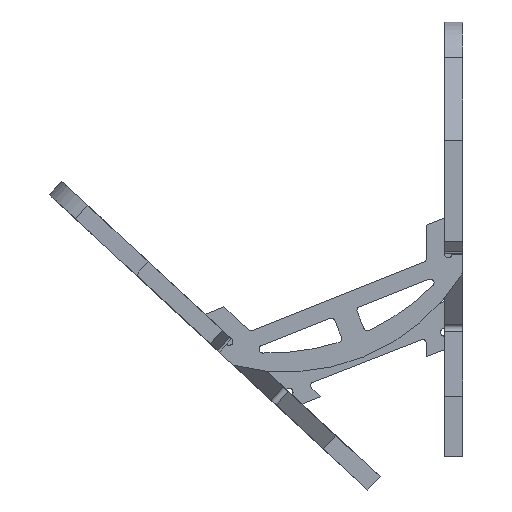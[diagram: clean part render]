
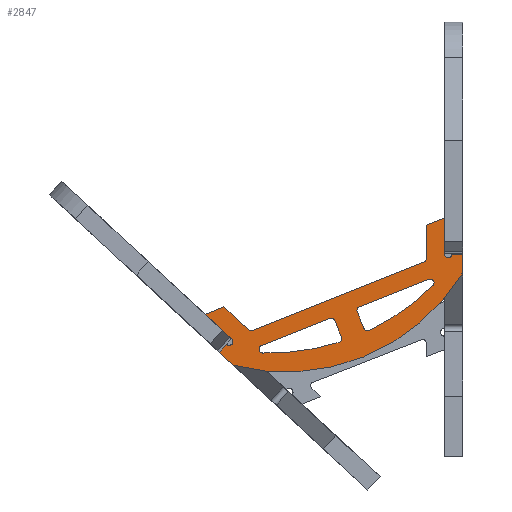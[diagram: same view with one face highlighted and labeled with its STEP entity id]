
A CAD part, front view. The second image highlights one B-rep face of the part: STEP entity #2847.
In plain terms, the highlighted planar face has unit normal (0, -1, 0).
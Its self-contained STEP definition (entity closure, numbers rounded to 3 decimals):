
#57=FACE_BOUND('',#497,.T.);
#58=FACE_BOUND('',#498,.T.);
#129=CIRCLE('',#3088,3.175);
#131=CIRCLE('',#3091,194.086);
#133=CIRCLE('',#3094,3.175);
#135=CIRCLE('',#3098,3.175);
#137=CIRCLE('',#3102,3.175);
#139=CIRCLE('',#3105,194.086);
#141=CIRCLE('',#3108,3.175);
#143=CIRCLE('',#3112,3.175);
#145=CIRCLE('',#3116,3.175);
#147=CIRCLE('',#3121,172.442);
#149=CIRCLE('',#3126,3.175);
#151=CIRCLE('',#3132,3.175);
#153=CIRCLE('',#3136,3.175);
#337=FACE_OUTER_BOUND('',#496,.T.);
#496=EDGE_LOOP('',(#2456,#2457,#2458,#2459,#2460,#2461,#2462,#2463,#2464,
#2465,#2466,#2467,#2468,#2469,#2470,#2471));
#497=EDGE_LOOP('',(#2472,#2473,#2474,#2475,#2476,#2477));
#498=EDGE_LOOP('',(#2478,#2479,#2480,#2481,#2482,#2483));
#706=LINE('',#4523,#1009);
#713=LINE('',#4549,#1016);
#716=LINE('',#4559,#1019);
#723=LINE('',#4585,#1026);
#726=LINE('',#4595,#1029);
#731=LINE('',#4609,#1034);
#734=LINE('',#4615,#1037);
#738=LINE('',#4627,#1041);
#741=LINE('',#4633,#1044);
#745=LINE('',#4645,#1048);
#748=LINE('',#4651,#1051);
#751=LINE('',#4657,#1054);
#755=LINE('',#4669,#1058);
#759=LINE('',#4681,#1062);
#762=LINE('',#4686,#1065);
#1009=VECTOR('',#3690,10.);
#1016=VECTOR('',#3717,10.);
#1019=VECTOR('',#3728,10.);
#1026=VECTOR('',#3755,10.);
#1029=VECTOR('',#3766,10.);
#1034=VECTOR('',#3779,10.);
#1037=VECTOR('',#3784,10.);
#1041=VECTOR('',#3796,10.);
#1044=VECTOR('',#3801,10.);
#1048=VECTOR('',#3813,10.);
#1051=VECTOR('',#3818,10.);
#1054=VECTOR('',#3823,10.);
#1058=VECTOR('',#3835,10.);
#1062=VECTOR('',#3847,10.);
#1065=VECTOR('',#3852,10.);
#1299=VERTEX_POINT('',#4521);
#1300=VERTEX_POINT('',#4522);
#1303=VERTEX_POINT('',#4530);
#1305=VERTEX_POINT('',#4536);
#1307=VERTEX_POINT('',#4542);
#1309=VERTEX_POINT('',#4548);
#1311=VERTEX_POINT('',#4557);
#1312=VERTEX_POINT('',#4558);
#1315=VERTEX_POINT('',#4566);
#1317=VERTEX_POINT('',#4572);
#1319=VERTEX_POINT('',#4578);
#1321=VERTEX_POINT('',#4584);
#1323=VERTEX_POINT('',#4593);
#1324=VERTEX_POINT('',#4594);
#1327=VERTEX_POINT('',#4602);
#1329=VERTEX_POINT('',#4608);
#1331=VERTEX_POINT('',#4614);
#1333=VERTEX_POINT('',#4620);
#1335=VERTEX_POINT('',#4626);
#1337=VERTEX_POINT('',#4632);
#1339=VERTEX_POINT('',#4638);
#1341=VERTEX_POINT('',#4644);
#1343=VERTEX_POINT('',#4650);
#1345=VERTEX_POINT('',#4656);
#1347=VERTEX_POINT('',#4662);
#1349=VERTEX_POINT('',#4668);
#1351=VERTEX_POINT('',#4674);
#1353=VERTEX_POINT('',#4680);
#1656=EDGE_CURVE('',#1299,#1300,#706,.T.);
#1660=EDGE_CURVE('',#1303,#1299,#129,.T.);
#1663=EDGE_CURVE('',#1305,#1303,#131,.T.);
#1666=EDGE_CURVE('',#1307,#1305,#133,.T.);
#1669=EDGE_CURVE('',#1309,#1307,#713,.T.);
#1672=EDGE_CURVE('',#1300,#1309,#135,.T.);
#1674=EDGE_CURVE('',#1311,#1312,#716,.T.);
#1678=EDGE_CURVE('',#1315,#1311,#137,.T.);
#1681=EDGE_CURVE('',#1317,#1315,#139,.T.);
#1684=EDGE_CURVE('',#1319,#1317,#141,.T.);
#1687=EDGE_CURVE('',#1321,#1319,#723,.T.);
#1690=EDGE_CURVE('',#1312,#1321,#143,.T.);
#1692=EDGE_CURVE('',#1323,#1324,#726,.T.);
#1696=EDGE_CURVE('',#1324,#1327,#145,.T.);
#1699=EDGE_CURVE('',#1327,#1329,#731,.T.);
#1702=EDGE_CURVE('',#1329,#1331,#734,.T.);
#1705=EDGE_CURVE('',#1333,#1331,#147,.T.);
#1708=EDGE_CURVE('',#1335,#1333,#738,.T.);
#1711=EDGE_CURVE('',#1337,#1335,#741,.T.);
#1714=EDGE_CURVE('',#1337,#1339,#149,.T.);
#1717=EDGE_CURVE('',#1341,#1339,#745,.T.);
#1720=EDGE_CURVE('',#1341,#1343,#748,.T.);
#1723=EDGE_CURVE('',#1343,#1345,#751,.T.);
#1726=EDGE_CURVE('',#1345,#1347,#151,.T.);
#1729=EDGE_CURVE('',#1347,#1349,#755,.T.);
#1732=EDGE_CURVE('',#1349,#1351,#153,.T.);
#1735=EDGE_CURVE('',#1353,#1351,#759,.T.);
#1738=EDGE_CURVE('',#1323,#1353,#762,.T.);
#2456=ORIENTED_EDGE('',*,*,#1738,.F.);
#2457=ORIENTED_EDGE('',*,*,#1692,.T.);
#2458=ORIENTED_EDGE('',*,*,#1696,.T.);
#2459=ORIENTED_EDGE('',*,*,#1699,.T.);
#2460=ORIENTED_EDGE('',*,*,#1702,.T.);
#2461=ORIENTED_EDGE('',*,*,#1705,.F.);
#2462=ORIENTED_EDGE('',*,*,#1708,.F.);
#2463=ORIENTED_EDGE('',*,*,#1711,.F.);
#2464=ORIENTED_EDGE('',*,*,#1714,.T.);
#2465=ORIENTED_EDGE('',*,*,#1717,.F.);
#2466=ORIENTED_EDGE('',*,*,#1720,.T.);
#2467=ORIENTED_EDGE('',*,*,#1723,.T.);
#2468=ORIENTED_EDGE('',*,*,#1726,.T.);
#2469=ORIENTED_EDGE('',*,*,#1729,.T.);
#2470=ORIENTED_EDGE('',*,*,#1732,.T.);
#2471=ORIENTED_EDGE('',*,*,#1735,.F.);
#2472=ORIENTED_EDGE('',*,*,#1690,.F.);
#2473=ORIENTED_EDGE('',*,*,#1674,.F.);
#2474=ORIENTED_EDGE('',*,*,#1678,.F.);
#2475=ORIENTED_EDGE('',*,*,#1681,.F.);
#2476=ORIENTED_EDGE('',*,*,#1684,.F.);
#2477=ORIENTED_EDGE('',*,*,#1687,.F.);
#2478=ORIENTED_EDGE('',*,*,#1672,.F.);
#2479=ORIENTED_EDGE('',*,*,#1656,.F.);
#2480=ORIENTED_EDGE('',*,*,#1660,.F.);
#2481=ORIENTED_EDGE('',*,*,#1663,.F.);
#2482=ORIENTED_EDGE('',*,*,#1666,.F.);
#2483=ORIENTED_EDGE('',*,*,#1669,.F.);
#2708=PLANE('',#3141);
#2847=ADVANCED_FACE('',(#337,#57,#58),#2708,.F.);
#3088=AXIS2_PLACEMENT_3D('',#4531,#3696,#3697);
#3091=AXIS2_PLACEMENT_3D('',#4537,#3703,#3704);
#3094=AXIS2_PLACEMENT_3D('',#4543,#3710,#3711);
#3098=AXIS2_PLACEMENT_3D('',#4554,#3722,#3723);
#3102=AXIS2_PLACEMENT_3D('',#4567,#3734,#3735);
#3105=AXIS2_PLACEMENT_3D('',#4573,#3741,#3742);
#3108=AXIS2_PLACEMENT_3D('',#4579,#3748,#3749);
#3112=AXIS2_PLACEMENT_3D('',#4590,#3760,#3761);
#3116=AXIS2_PLACEMENT_3D('',#4603,#3772,#3773);
#3121=AXIS2_PLACEMENT_3D('',#4621,#3789,#3790);
#3126=AXIS2_PLACEMENT_3D('',#4639,#3806,#3807);
#3132=AXIS2_PLACEMENT_3D('',#4663,#3828,#3829);
#3136=AXIS2_PLACEMENT_3D('',#4675,#3840,#3841);
#3141=AXIS2_PLACEMENT_3D('',#4689,#3856,#3857);
#3690=DIRECTION('',(-0.929,0.,-0.369));
#3696=DIRECTION('center_axis',(0.,-1.,0.));
#3697=DIRECTION('ref_axis',(-0.369,0.,0.929));
#3703=DIRECTION('center_axis',(0.,-1.,0.));
#3704=DIRECTION('ref_axis',(0.819,0.,-0.574));
#3710=DIRECTION('center_axis',(0.,-1.,0.));
#3711=DIRECTION('ref_axis',(0.43,0.,-0.903));
#3717=DIRECTION('',(0.369,0.,-0.929));
#3722=DIRECTION('center_axis',(0.,-1.,0.));
#3723=DIRECTION('ref_axis',(-0.929,0.,-0.369));
#3728=DIRECTION('',(-0.369,0.,0.929));
#3734=DIRECTION('center_axis',(0.,-1.,0.));
#3735=DIRECTION('ref_axis',(0.929,0.,0.369));
#3741=DIRECTION('center_axis',(0.,-1.,0.));
#3742=DIRECTION('ref_axis',(0.819,0.,-0.574));
#3748=DIRECTION('center_axis',(0.,-1.,0.));
#3749=DIRECTION('ref_axis',(-0.025,0.,-1.));
#3755=DIRECTION('',(-0.929,0.,-0.369));
#3760=DIRECTION('center_axis',(0.,-1.,0.));
#3761=DIRECTION('ref_axis',(-0.369,0.,0.929));
#3766=DIRECTION('',(0.733,0.,-0.68));
#3772=DIRECTION('center_axis',(0.,1.,0.));
#3773=DIRECTION('ref_axis',(0.381,0.,0.925));
#3779=DIRECTION('',(-0.68,0.,-0.733));
#3784=DIRECTION('',(0.733,0.,-0.68));
#3789=DIRECTION('center_axis',(0.,1.,0.));
#3790=DIRECTION('ref_axis',(0.853,0.,-0.522));
#3796=DIRECTION('',(0.,0.,-1.));
#3801=DIRECTION('',(1.,0.,0.));
#3806=DIRECTION('center_axis',(0.,1.,0.));
#3807=DIRECTION('ref_axis',(1.,0.,0.025));
#3813=DIRECTION('',(0.,0.,-1.));
#3818=DIRECTION('',(-0.929,0.,-0.371));
#3823=DIRECTION('',(0.,0.,-1.));
#3828=DIRECTION('center_axis',(0.,1.,0.));
#3829=DIRECTION('ref_axis',(1.,0.,0.));
#3835=DIRECTION('',(-0.929,0.,-0.371));
#3840=DIRECTION('center_axis',(0.,1.,0.));
#3841=DIRECTION('ref_axis',(0.371,0.,-0.929));
#3847=DIRECTION('',(0.733,0.,-0.68));
#3852=DIRECTION('',(0.929,0.,0.371));
#3856=DIRECTION('center_axis',(0.,1.,0.));
#3857=DIRECTION('ref_axis',(1.,0.,0.));
#4521=CARTESIAN_POINT('',(-13.195,0.,-15.498));
#4522=CARTESIAN_POINT('',(-70.936,0.,-38.415));
#4523=CARTESIAN_POINT('',(0.,0.,-10.261));
#4530=CARTESIAN_POINT('',(-9.789,0.,-20.704));
#4531=CARTESIAN_POINT('Origin',(-12.024,0.,-18.449));
#4536=CARTESIAN_POINT('',(-62.913,0.,-58.053));
#4537=CARTESIAN_POINT('Origin',(-146.404,0.,117.157));
#4542=CARTESIAN_POINT('',(-67.23,0.,-56.358));
#4543=CARTESIAN_POINT('Origin',(-64.279,0.,-55.187));
#4548=CARTESIAN_POINT('',(-72.716,0.,-42.537));
#4549=CARTESIAN_POINT('',(-73.887,0.,-39.586));
#4554=CARTESIAN_POINT('Origin',(-69.765,0.,-41.366));
#4557=CARTESIAN_POINT('',(-85.841,0.,-63.682));
#4558=CARTESIAN_POINT('',(-91.305,0.,-49.915));
#4559=CARTESIAN_POINT('',(-92.476,0.,-46.964));
#4566=CARTESIAN_POINT('',(-87.834,0.,-67.88));
#4567=CARTESIAN_POINT('Origin',(-88.792,0.,-64.853));
#4572=CARTESIAN_POINT('',(-151.294,0.,-76.867));
#4573=CARTESIAN_POINT('Origin',(-146.404,0.,117.157));
#4578=CARTESIAN_POINT('',(-152.385,0.,-70.742));
#4579=CARTESIAN_POINT('Origin',(-151.214,0.,-73.693));
#4584=CARTESIAN_POINT('',(-95.427,0.,-48.136));
#4585=CARTESIAN_POINT('',(0.,0.,-10.261));
#4590=CARTESIAN_POINT('Origin',(-94.256,0.,-51.087));
#4593=CARTESIAN_POINT('',(-199.075,0.,-44.642));
#4594=CARTESIAN_POINT('',(-177.078,0.,-65.042));
#4595=CARTESIAN_POINT('',(-199.075,0.,-44.642));
#4602=CARTESIAN_POINT('',(-181.318,0.,-69.768));
#4603=CARTESIAN_POINT('Origin',(-179.237,0.,-67.37));
#4608=CARTESIAN_POINT('',(-187.337,0.,-76.259));
#4609=CARTESIAN_POINT('',(-181.318,0.,-69.768));
#4614=CARTESIAN_POINT('',(-175.78,0.,-86.977));
#4615=CARTESIAN_POINT('',(-187.484,0.,-76.123));
#4620=CARTESIAN_POINT('',(15.,0.,-10.261));
#4621=CARTESIAN_POINT('Origin',(-132.04,0.,79.825));
#4626=CARTESIAN_POINT('',(15.,0.,5.502));
#4627=CARTESIAN_POINT('',(15.,0.,5.702));
#4632=CARTESIAN_POINT('',(6.148,0.,5.502));
#4633=CARTESIAN_POINT('',(6.148,0.,5.502));
#4638=CARTESIAN_POINT('',(-0.2,0.,5.622));
#4639=CARTESIAN_POINT('Origin',(2.975,0.,5.622));
#4644=CARTESIAN_POINT('',(-0.2,0.,35.622));
#4645=CARTESIAN_POINT('',(-0.2,0.,35.622));
#4650=CARTESIAN_POINT('',(-15.2,0.,29.63));
#4651=CARTESIAN_POINT('',(0.,0.,35.702));
#4656=CARTESIAN_POINT('',(-15.2,0.,1.78));
#4657=CARTESIAN_POINT('',(-15.2,0.,29.63));
#4662=CARTESIAN_POINT('',(-17.197,0.,-1.168));
#4663=CARTESIAN_POINT('Origin',(-18.375,0.,1.78));
#4668=CARTESIAN_POINT('',(-159.796,0.,-58.138));
#4669=CARTESIAN_POINT('',(0.,0.,5.702));
#4674=CARTESIAN_POINT('',(-163.133,0.,-57.517));
#4675=CARTESIAN_POINT('Origin',(-160.974,0.,-55.19));
#4680=CARTESIAN_POINT('',(-183.657,0.,-38.483));
#4681=CARTESIAN_POINT('',(-183.657,0.,-38.483));
#4686=CARTESIAN_POINT('',(-199.28,0.,-44.724));
#4689=CARTESIAN_POINT('Origin',(-92.037,0.,-28.497));
